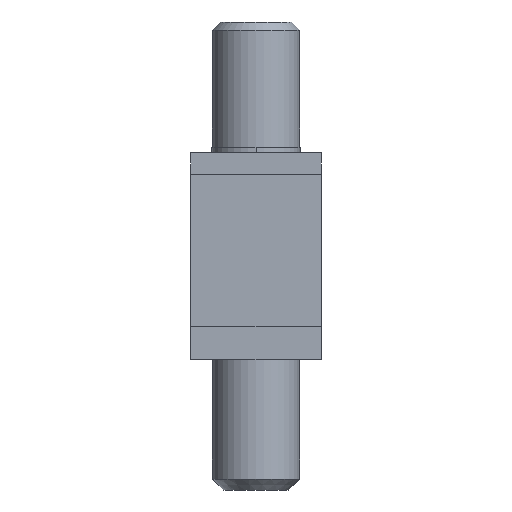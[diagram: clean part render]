
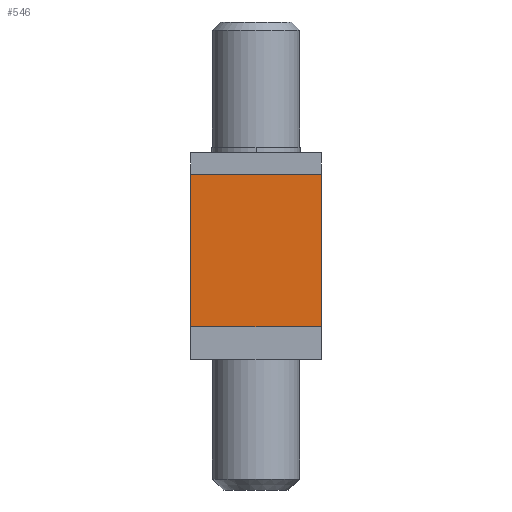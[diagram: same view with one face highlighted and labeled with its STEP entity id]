
A CAD part, front view. The second image highlights one B-rep face of the part: STEP entity #546.
In plain terms, the highlighted planar face has unit normal (0, -1, 0).
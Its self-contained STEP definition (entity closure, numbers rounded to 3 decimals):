
#14 = ORIENTED_EDGE ( 'NONE', *, *, #157, .F. ) ;
#157 = EDGE_CURVE ( 'NONE', #3212, #422, #3657, .T. ) ;
#422 = VERTEX_POINT ( 'NONE', #2907 ) ;
#455 = EDGE_CURVE ( 'NONE', #2979, #3212, #2242, .T. ) ;
#546 = ADVANCED_FACE ( 'NONE', ( #2051 ), #2245, .F. ) ;
#553 = ORIENTED_EDGE ( 'NONE', *, *, #3009, .F. ) ;
#871 = LINE ( 'NONE', #1200, #880 ) ;
#880 = VECTOR ( 'NONE', #1163, 1000. ) ;
#901 = CARTESIAN_POINT ( 'NONE',  ( -6., -20.9, 3. ) ) ;
#1115 = DIRECTION ( 'NONE',  ( 1., 0., 0. ) ) ;
#1117 = CARTESIAN_POINT ( 'NONE',  ( -6., -20.9, 17. ) ) ;
#1163 = DIRECTION ( 'NONE',  ( 0., 0., -1. ) ) ;
#1189 = CARTESIAN_POINT ( 'NONE',  ( 6., -20.9, 3. ) ) ;
#1200 = CARTESIAN_POINT ( 'NONE',  ( 6., -20.9, 17. ) ) ;
#1230 = EDGE_LOOP ( 'NONE', ( #14, #1675, #553, #2697 ) ) ;
#1675 = ORIENTED_EDGE ( 'NONE', *, *, #455, .F. ) ;
#1685 = VERTEX_POINT ( 'NONE', #3538 ) ;
#2051 = FACE_OUTER_BOUND ( 'NONE', #1230, .T. ) ;
#2211 = DIRECTION ( 'NONE',  ( 0., 0., 1. ) ) ;
#2222 = DIRECTION ( 'NONE',  ( 0., 1., 0. ) ) ;
#2236 = CARTESIAN_POINT ( 'NONE',  ( -6., -20.9, 17. ) ) ;
#2242 = LINE ( 'NONE', #2394, #2338 ) ;
#2245 = PLANE ( 'NONE',  #2683 ) ;
#2338 = VECTOR ( 'NONE', #2393, 1000. ) ;
#2393 = DIRECTION ( 'NONE',  ( -1., 0., 0. ) ) ;
#2394 = CARTESIAN_POINT ( 'NONE',  ( 6., -20.9, 3. ) ) ;
#2560 = DIRECTION ( 'NONE',  ( 0., 0., 1. ) ) ;
#2683 = AXIS2_PLACEMENT_3D ( 'NONE', #2236, #2222, #2211 ) ;
#2697 = ORIENTED_EDGE ( 'NONE', *, *, #3035, .F. ) ;
#2907 = CARTESIAN_POINT ( 'NONE',  ( -6., -20.9, 17. ) ) ;
#2979 = VERTEX_POINT ( 'NONE', #1189 ) ;
#3009 = EDGE_CURVE ( 'NONE', #1685, #2979, #871, .T. ) ;
#3035 = EDGE_CURVE ( 'NONE', #422, #1685, #3286, .T. ) ;
#3212 = VERTEX_POINT ( 'NONE', #901 ) ;
#3280 = VECTOR ( 'NONE', #1115, 1000. ) ;
#3286 = LINE ( 'NONE', #1117, #3280 ) ;
#3404 = CARTESIAN_POINT ( 'NONE',  ( -6., -20.9, 3. ) ) ;
#3538 = CARTESIAN_POINT ( 'NONE',  ( 6., -20.9, 17. ) ) ;
#3647 = VECTOR ( 'NONE', #2560, 1000. ) ;
#3657 = LINE ( 'NONE', #3404, #3647 ) ;
